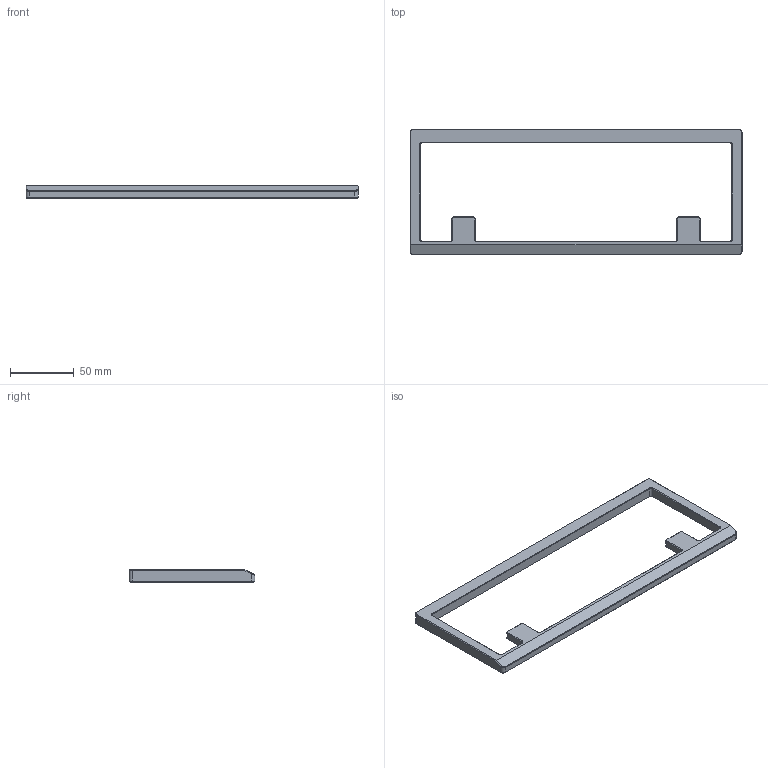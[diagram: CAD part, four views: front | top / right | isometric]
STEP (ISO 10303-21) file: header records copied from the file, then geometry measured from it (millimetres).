
FILE_DESCRIPTION(/* description */ (''),/* implementation_level */ '2;1');
FILE_NAME(/* name */ 'Pragma-Top.step',/* time_stamp */ '2022-09-15T16:21:50-04:00',/* author */ (''),/* organization */ (''),/* preprocessor_version */ 'ST-DEVELOPER v19',/* originating_system */ 'Autodesk Translation Framework v11.7.0.108',/* authorisation */ '');
FILE_SCHEMA (('AUTOMOTIVE_DESIGN { 1 0 10303 214 3 1 1 }'));
Length unit declared in the file: millimetre
Products named in the file (1): Pragma-Top
Bounding box: 260 x 98.5 x 9.4 mm (x, y, z)
Volume: 57851.7 mm3; surface area: 27044.5 mm2
Topology: 1 solids, 1 shells, 121 faces, 289 edges, 176 vertices
Faces by surface type: plane 55, cylinder 36, cone 26, bspline 4
Full cylindrical faces by diameter (mm): 2.075 x8, 3 x4
Entity records: 3516 total; most frequent: CARTESIAN_POINT 675, DIRECTION 597, ORIENTED_EDGE 562, EDGE_CURVE 281, AXIS2_PLACEMENT_3D 206, LINE 185, VECTOR 185, VERTEX_POINT 176
